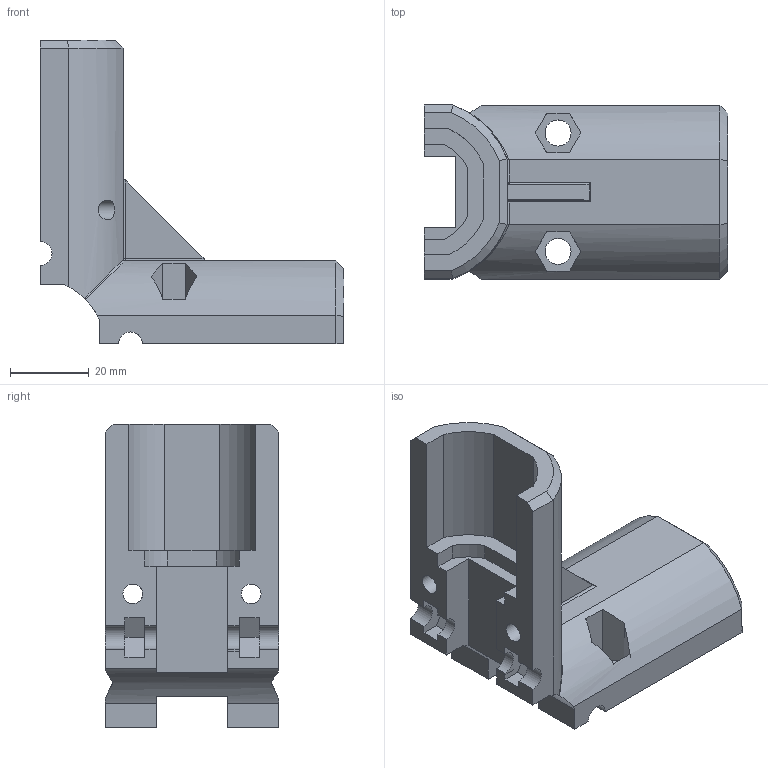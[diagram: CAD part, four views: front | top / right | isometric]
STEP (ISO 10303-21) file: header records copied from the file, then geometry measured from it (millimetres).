
FILE_DESCRIPTION((''),'2;1');
FILE_NAME('欄杆壓片-90度YM-L77-77.stp','2013-07-10T16:43:57',('user'),(''),'Autodesk Inventor 2012','Autodesk Inventor 2012','');
FILE_SCHEMA(('AUTOMOTIVE_DESIGN { 1 0 10303 214 1 1 1 1 }'));
Length unit declared in the file: millimetre
Products named in the file (1): 欄杆壓片-90度YM-L77-77
Bounding box: 76.91 x 44 x 76.92 mm (x, y, z)
Volume: 57796.9 mm3; surface area: 20357.6 mm2
Topology: 1 solids, 1 shells, 147 faces, 424 edges, 280 vertices
Faces by surface type: plane 105, cylinder 34, cone 4, bspline 2, sphere 2
Full cylindrical faces by diameter (mm): 5 x2, 6.6 x2
Entity records: 4984 total; most frequent: CARTESIAN_POINT 1074, ORIENTED_EDGE 834, DIRECTION 771, EDGE_CURVE 417, VECTOR 307, LINE 307, VERTEX_POINT 278, AXIS2_PLACEMENT_3D 232
